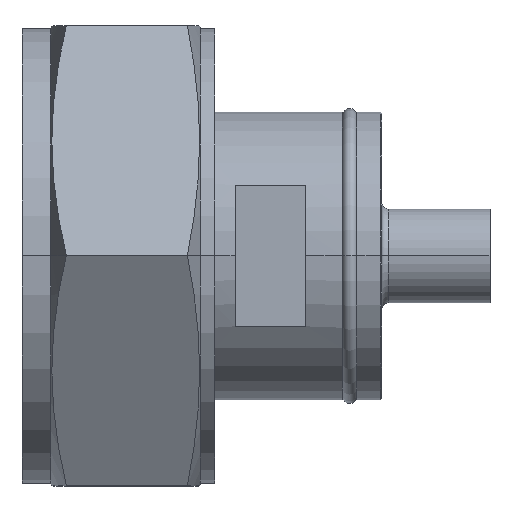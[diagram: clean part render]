
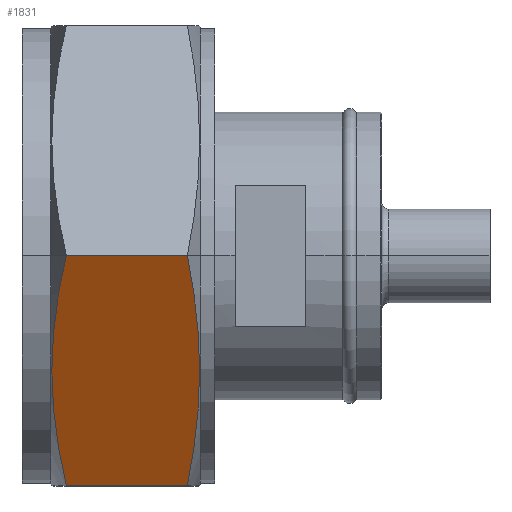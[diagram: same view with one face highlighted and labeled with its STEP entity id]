
A CAD part, top view. The second image highlights one B-rep face of the part: STEP entity #1831.
In plain terms, the highlighted planar face has unit normal (0, -0.5, 0.866).
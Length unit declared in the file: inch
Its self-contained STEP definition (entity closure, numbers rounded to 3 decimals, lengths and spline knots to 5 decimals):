
#20 = CARTESIAN_POINT ( 'NONE',  ( 0.46267, -0.57658, 0.39342 ) ) ;
#96 = PLANE ( 'NONE',  #934 ) ;
#107 = DIRECTION ( 'NONE',  ( 0., -0.5, 0.866 ) ) ;
#277 = CARTESIAN_POINT ( 'NONE',  ( 0.09539, -0.13133, 0.65049 ) ) ;
#367 = CARTESIAN_POINT ( 'NONE',  ( 0.12116, -0.629, 0.36315 ) ) ;
#532 = EDGE_CURVE ( 'NONE', #1254, #3032, #1173, .T. ) ;
#548 = EDGE_CURVE ( 'NONE', #3404, #2784, #2449, .T. ) ;
#563 = CARTESIAN_POINT ( 'NONE',  ( 0.10944, -0.05232, 0.6961 ) ) ;
#608 = CARTESIAN_POINT ( 'NONE',  ( 0.45224, 0., 0.72631 ) ) ;
#807 = EDGE_LOOP ( 'NONE', ( #2331, #2751, #818, #2081 ) ) ;
#818 = ORIENTED_EDGE ( 'NONE', *, *, #548, .F. ) ;
#826 = CARTESIAN_POINT ( 'NONE',  ( 0.10892, -0.5769, 0.39324 ) ) ;
#834 = CARTESIAN_POINT ( 'NONE',  ( 0.12116, 0., 0.72631 ) ) ;
#848 = CARTESIAN_POINT ( 'NONE',  ( 0.45224, 0., 0.72631 ) ) ;
#934 = AXIS2_PLACEMENT_3D ( 'NONE', #1476, #107, #2012 ) ;
#989 = VECTOR ( 'NONE', #3253, 39.37008 ) ;
#1115 = CARTESIAN_POINT ( 'NONE',  ( 0.12116, -0.629, 0.36315 ) ) ;
#1142 = CARTESIAN_POINT ( 'NONE',  ( 0.47115, -0.10483, 0.66578 ) ) ;
#1173 = LINE ( 'NONE', #2154, #989 ) ;
#1254 = VERTEX_POINT ( 'NONE', #367 ) ;
#1312 = B_SPLINE_CURVE_WITH_KNOTS ( 'NONE', 3,
 ( #1115, #826, #1369, #3265, #1639, #3532, #1909, #277, #2192, #563, #2480, #834 ),
 .UNSPECIFIED., .F., .F.,
 ( 4, 2, 2, 2, 2, 4 ),
 ( 0., 0.00461, 0.00923, 0.01384, 0.01615, 0.01846 ),
 .UNSPECIFIED. ) ;
#1369 = CARTESIAN_POINT ( 'NONE',  ( 0.09895, -0.52472, 0.42336 ) ) ;
#1379 = FACE_OUTER_BOUND ( 'NONE', #807, .T. ) ;
#1390 = CARTESIAN_POINT ( 'NONE',  ( 0.48886, -0.3145, 0.54473 ) ) ;
#1476 = CARTESIAN_POINT ( 'NONE',  ( 0.02756, 0., 0.72631 ) ) ;
#1639 = CARTESIAN_POINT ( 'NONE',  ( 0.08161, -0.36784, 0.51394 ) ) ;
#1666 = CARTESIAN_POINT ( 'NONE',  ( 0.47115, -0.52417, 0.42368 ) ) ;
#1831 = ADVANCED_FACE ( 'NONE', ( #1379 ), #96, .T. ) ;
#1903 = CARTESIAN_POINT ( 'NONE',  ( 0.12116, 0., 0.72631 ) ) ;
#1909 = CARTESIAN_POINT ( 'NONE',  ( 0.08512, -0.21033, 0.60487 ) ) ;
#1931 = CARTESIAN_POINT ( 'NONE',  ( 0.45224, -0.629, 0.36315 ) ) ;
#2012 = DIRECTION ( 'NONE',  ( 0., -0.866, -0.5 ) ) ;
#2035 = B_SPLINE_CURVE_WITH_KNOTS ( 'NONE', 3,
 ( #848, #2760, #1142, #3027, #1390, #3292, #1666, #20, #1931 ),
 .UNSPECIFIED., .F., .F.,
 ( 4, 2, 1, 2, 4 ),
 ( 0., 0.00461, 0.00922, 0.01384, 0.01845 ),
 .UNSPECIFIED. ) ;
#2081 = ORIENTED_EDGE ( 'NONE', *, *, #2164, .F. ) ;
#2154 = CARTESIAN_POINT ( 'NONE',  ( 0.02756, -0.629, 0.36315 ) ) ;
#2164 = EDGE_CURVE ( 'NONE', #1254, #3404, #1312, .T. ) ;
#2189 = EDGE_CURVE ( 'NONE', #2784, #3032, #2035, .T. ) ;
#2192 = CARTESIAN_POINT ( 'NONE',  ( 0.09962, -0.10493, 0.66573 ) ) ;
#2331 = ORIENTED_EDGE ( 'NONE', *, *, #532, .T. ) ;
#2449 = LINE ( 'NONE', #3266, #3067 ) ;
#2480 = CARTESIAN_POINT ( 'NONE',  ( 0.11502, -0.02612, 0.71123 ) ) ;
#2750 = DIRECTION ( 'NONE',  ( 1., 0., 0. ) ) ;
#2751 = ORIENTED_EDGE ( 'NONE', *, *, #2189, .F. ) ;
#2760 = CARTESIAN_POINT ( 'NONE',  ( 0.46267, -0.05242, 0.69604 ) ) ;
#2784 = VERTEX_POINT ( 'NONE', #608 ) ;
#3027 = CARTESIAN_POINT ( 'NONE',  ( 0.48272, -0.20967, 0.60526 ) ) ;
#3032 = VERTEX_POINT ( 'NONE', #3441 ) ;
#3067 = VECTOR ( 'NONE', #2750, 39.37008 ) ;
#3253 = DIRECTION ( 'NONE',  ( 1., 0., 0. ) ) ;
#3265 = CARTESIAN_POINT ( 'NONE',  ( 0.08527, -0.4202, 0.48371 ) ) ;
#3266 = CARTESIAN_POINT ( 'NONE',  ( 0.02756, 0., 0.72631 ) ) ;
#3292 = CARTESIAN_POINT ( 'NONE',  ( 0.48272, -0.41933, 0.4842 ) ) ;
#3404 = VERTEX_POINT ( 'NONE', #1903 ) ;
#3441 = CARTESIAN_POINT ( 'NONE',  ( 0.45224, -0.629, 0.36315 ) ) ;
#3532 = CARTESIAN_POINT ( 'NONE',  ( 0.08153, -0.26291, 0.57452 ) ) ;
